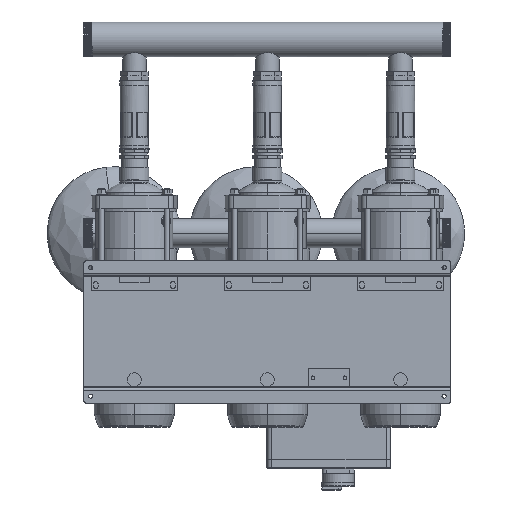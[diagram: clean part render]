
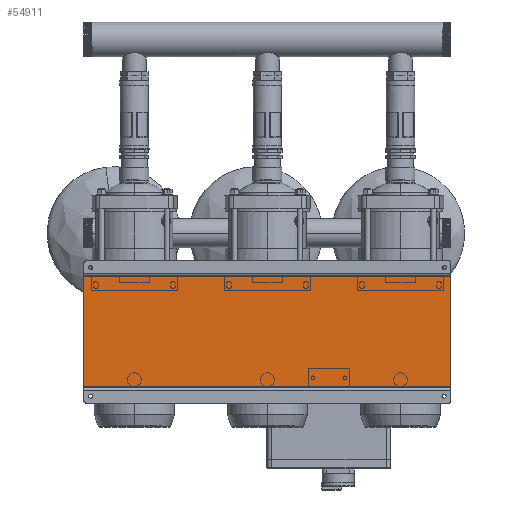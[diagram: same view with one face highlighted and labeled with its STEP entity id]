
A CAD part, front view. The second image highlights one B-rep face of the part: STEP entity #54911.
In plain terms, the highlighted planar face has unit normal (0, -1, 0).
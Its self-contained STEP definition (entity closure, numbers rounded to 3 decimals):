
#24421 = EDGE_CURVE ( 'NONE', #47316, #97552, #114866, .T. ) ;
#26624 = VECTOR ( 'NONE', #39637, 1000. ) ;
#28813 = ORIENTED_EDGE ( 'NONE', *, *, #24421, .T. ) ;
#37326 = CARTESIAN_POINT ( 'NONE',  ( -400., 55., 120. ) ) ;
#39637 = DIRECTION ( 'NONE',  ( 0., 0., -1. ) ) ;
#41017 = LINE ( 'NONE', #139804, #26624 ) ;
#45832 = DIRECTION ( 'NONE',  ( 0., 1., 0. ) ) ;
#47250 = DIRECTION ( 'NONE',  ( 0., 0., 1. ) ) ;
#47316 = VERTEX_POINT ( 'NONE', #133149 ) ;
#51759 = AXIS2_PLACEMENT_3D ( 'NONE', #133981, #45832, #47250 ) ;
#54911 = ADVANCED_FACE ( 'NONE', ( #109141 ), #107750, .F. ) ;
#61345 = ORIENTED_EDGE ( 'NONE', *, *, #98129, .F. ) ;
#62667 = EDGE_CURVE ( 'NONE', #47316, #114532, #41017, .T. ) ;
#66197 = LINE ( 'NONE', #81476, #139074 ) ;
#68499 = CARTESIAN_POINT ( 'NONE',  ( -400., 55., -120. ) ) ;
#69968 = DIRECTION ( 'NONE',  ( 0., 0., -1. ) ) ;
#69986 = CARTESIAN_POINT ( 'NONE',  ( 400., 55., -120. ) ) ;
#70838 = DIRECTION ( 'NONE',  ( -1., 0., 0. ) ) ;
#80848 = VECTOR ( 'NONE', #69968, 1000. ) ;
#81476 = CARTESIAN_POINT ( 'NONE',  ( 400., 55., -120. ) ) ;
#82150 = CARTESIAN_POINT ( 'NONE',  ( 400., 55., 120. ) ) ;
#88230 = ORIENTED_EDGE ( 'NONE', *, *, #62667, .F. ) ;
#97552 = VERTEX_POINT ( 'NONE', #37326 ) ;
#98129 = EDGE_CURVE ( 'NONE', #114532, #136315, #66197, .T. ) ;
#103812 = EDGE_LOOP ( 'NONE', ( #129627, #61345, #88230, #28813 ) ) ;
#107750 = PLANE ( 'NONE',  #51759 ) ;
#109141 = FACE_OUTER_BOUND ( 'NONE', #103812, .T. ) ;
#111938 = CARTESIAN_POINT ( 'NONE',  ( -400., 55., -120. ) ) ;
#114532 = VERTEX_POINT ( 'NONE', #69986 ) ;
#114866 = LINE ( 'NONE', #82150, #126254 ) ;
#122627 = LINE ( 'NONE', #111938, #80848 ) ;
#124159 = DIRECTION ( 'NONE',  ( -1., 0., 0. ) ) ;
#126254 = VECTOR ( 'NONE', #124159, 1000. ) ;
#127189 = EDGE_CURVE ( 'NONE', #97552, #136315, #122627, .T. ) ;
#129627 = ORIENTED_EDGE ( 'NONE', *, *, #127189, .T. ) ;
#133149 = CARTESIAN_POINT ( 'NONE',  ( 400., 55., 120. ) ) ;
#133981 = CARTESIAN_POINT ( 'NONE',  ( 400., 55., -120. ) ) ;
#136315 = VERTEX_POINT ( 'NONE', #68499 ) ;
#139074 = VECTOR ( 'NONE', #70838, 1000. ) ;
#139804 = CARTESIAN_POINT ( 'NONE',  ( 400., 55., 120. ) ) ;
